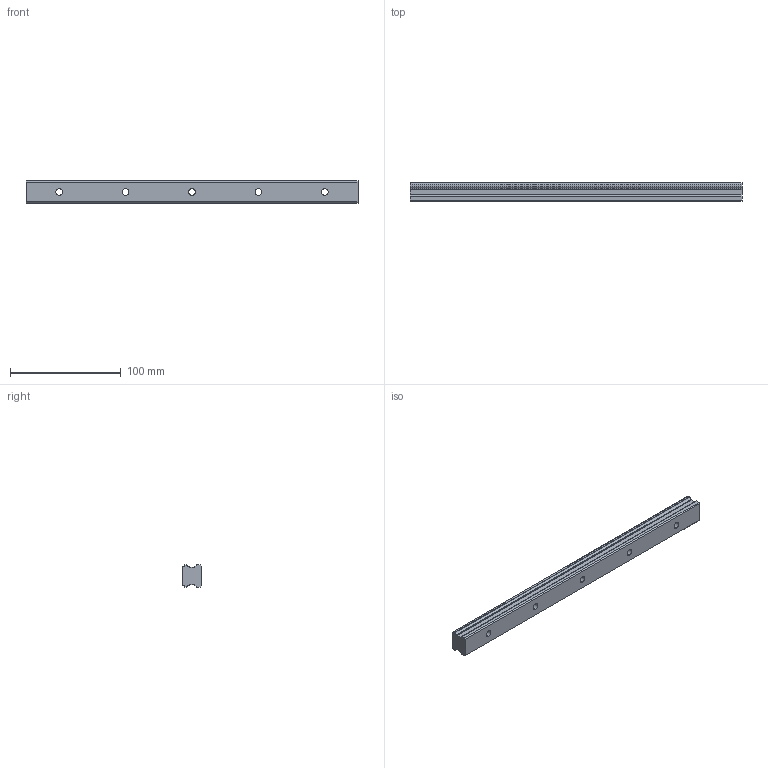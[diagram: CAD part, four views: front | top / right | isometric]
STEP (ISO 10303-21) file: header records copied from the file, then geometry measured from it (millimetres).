
FILE_DESCRIPTION (( 'STEP AP214' ), '1' );
FILE_NAME ('SHS20C1SS-300L_G30_0_B-M6F_110-5_0_0_0_1.STEP', '2021-06-14T09:05:21', ( '' ), ( '' ), 'SwSTEP 2.0', 'SolidWorks 2021', '' );
FILE_SCHEMA (( 'AUTOMOTIVE_DESIGN' ));
Length unit declared in the file: millimetre
Products named in the file (2): SHS20C1SS-300L_G30_0_B-M6F_110-5_0_0_0_1; _SHS20C30030 Track
Assembly tree (1 placements, depth 2):
  SHS20C1SS-300L_G30_0_B-M6F_110-5_0_0_0_1
    _SHS20C30030 Track
Bounding box: 300 x 16.5 x 20 mm (x, y, z)
Volume: 84628.3 mm3; surface area: 24386.3 mm2
Topology: 1 solids, 1 shells, 61 faces, 162 edges, 108 vertices
Faces by surface type: cylinder 40, plane 21
Entity records: 2022 total; most frequent: DIRECTION 372, CARTESIAN_POINT 335, ORIENTED_EDGE 324, EDGE_CURVE 162, AXIS2_PLACEMENT_3D 145, VERTEX_POINT 108, LINE 82, VECTOR 82
